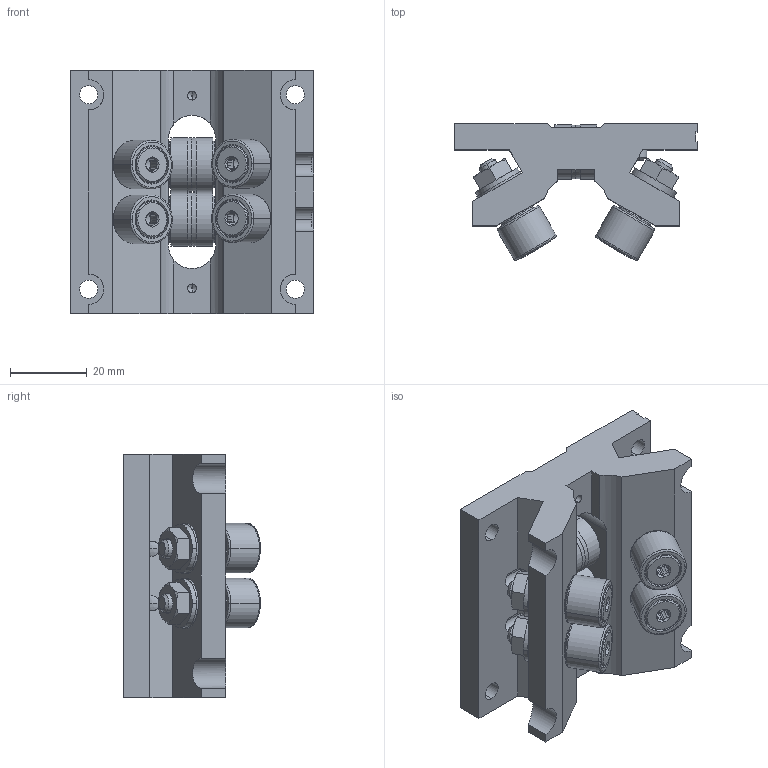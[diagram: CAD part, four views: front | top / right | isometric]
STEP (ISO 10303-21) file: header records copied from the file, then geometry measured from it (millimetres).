
FILE_DESCRIPTION (( 'STEP AP203' ), '1' );
FILE_NAME ('DPB-10-OPN.step', '2024-10-21T11:13:29', ( '' ), ( '' ), 'SwSTEP 2.0', 'SolidWorks 2023', '' );
FILE_SCHEMA (( 'CONFIG_CONTROL_DESIGN' ));
Length unit declared in the file: inch
Products named in the file (1): DPB-10-OPN
Bounding box: 63.5 x 35.69 x 63.5 mm (x, y, z)
Volume: 64533.6 mm3; surface area: 28183.2 mm2
Topology: 19 solids, 19 shells, 574 faces, 1381 edges, 864 vertices
Faces by surface type: plane 229, cylinder 181, cone 132, bspline 16, torus 8, sphere 8
Entity records: 17906 total; most frequent: CARTESIAN_POINT 4332, DIRECTION 2921, ORIENTED_EDGE 2730, EDGE_CURVE 1365, AXIS2_PLACEMENT_3D 1145, VERTEX_POINT 864, EDGE_LOOP 663, LINE 631
